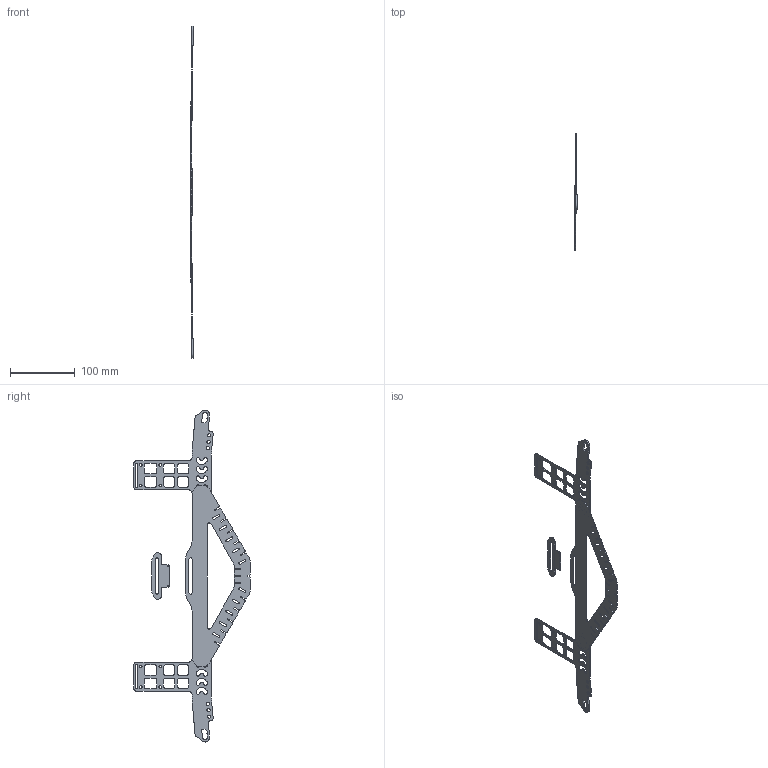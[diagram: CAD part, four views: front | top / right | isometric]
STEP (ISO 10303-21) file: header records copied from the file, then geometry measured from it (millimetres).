
FILE_DESCRIPTION (( 'STEP AP214' ), '1' );
FILE_NAME ('Bigscreen Beyond Strap.STEP', '2023-12-20T06:39:42', ( '' ), ( '' ), 'SwSTEP 2.0', 'SolidWorks 2010', '' );
FILE_SCHEMA (( 'AUTOMOTIVE_DESIGN' ));
Length unit declared in the file: millimetre
Products named in the file (1): Bigscreen Beyond Strap
Bounding box: 3.9 x 180 x 512 mm (x, y, z)
Volume: 31987.4 mm3; surface area: 55680.6 mm2
Topology: 4 solids, 4 shells, 509 faces, 1483 edges, 986 vertices
Faces by surface type: cylinder 283, plane 198, cone 24, torus 4
Entity records: 17396 total; most frequent: DIRECTION 3113, CARTESIAN_POINT 3039, ORIENTED_EDGE 2966, EDGE_CURVE 1483, AXIS2_PLACEMENT_3D 1128, VERTEX_POINT 986, LINE 857, VECTOR 857
